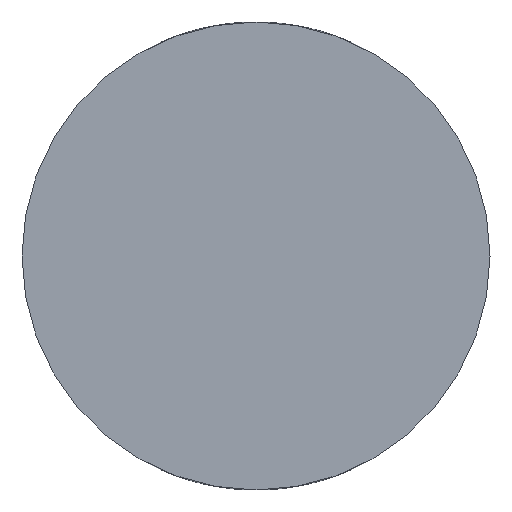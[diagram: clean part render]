
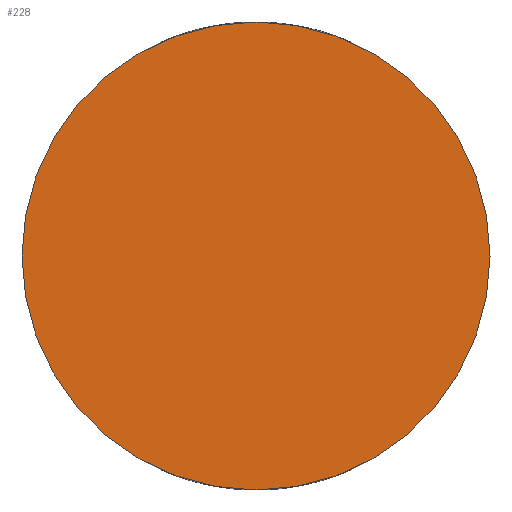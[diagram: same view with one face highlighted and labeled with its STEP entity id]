
A CAD part, left-side view. The second image highlights one B-rep face of the part: STEP entity #228.
In plain terms, the highlighted planar face has unit normal (-1, 0, 0).
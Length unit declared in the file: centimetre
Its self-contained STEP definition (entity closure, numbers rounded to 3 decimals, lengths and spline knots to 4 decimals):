
#115=PLANE('',#241);
#121=VERTEX_POINT('',#379);
#131=CIRCLE('',#235,1.);
#138=EDGE_CURVE('',#121,#121,#131,.T.);
#171=ORIENTED_EDGE('',*,*,#138,.F.);
#195=EDGE_LOOP('',(#171));
#219=FACE_BOUND('',#195,.T.);
#228=ADVANCED_FACE('',(#219),#115,.F.);
#235=AXIS2_PLACEMENT_3D('',#378,#253,#254);
#241=AXIS2_PLACEMENT_3D('',#596,#264,$);
#253=DIRECTION('',(1.,0.,0.));
#254=DIRECTION('',(0.,0.,-1.));
#264=DIRECTION('',(1.,0.,0.));
#378=CARTESIAN_POINT('',(0.,0.,0.));
#379=CARTESIAN_POINT('',(0.,0.,-1.));
#596=CARTESIAN_POINT('',(0.,0.,0.));
